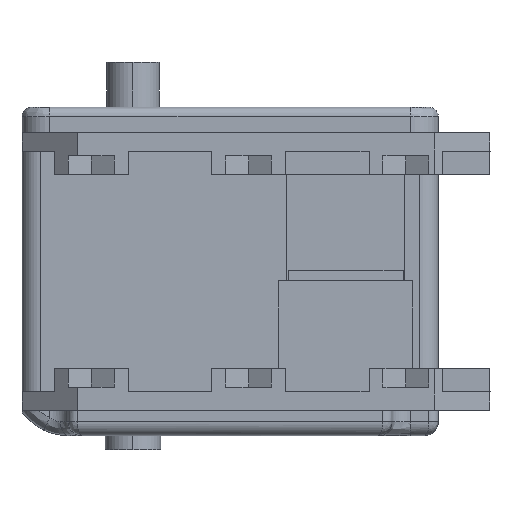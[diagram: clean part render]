
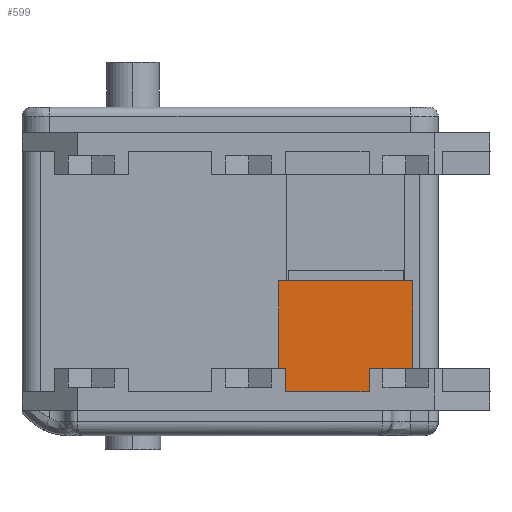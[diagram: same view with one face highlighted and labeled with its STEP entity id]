
A CAD part, left-side view. The second image highlights one B-rep face of the part: STEP entity #599.
In plain terms, the highlighted planar face has unit normal (-1, 0, 0).
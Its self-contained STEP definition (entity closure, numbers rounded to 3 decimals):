
#126 = CARTESIAN_POINT ( 'NONE',  ( -16.8, -30.25, -1. ) ) ;
#355 = DIRECTION ( 'NONE',  ( 0., 0., 1. ) ) ;
#417 = CARTESIAN_POINT ( 'NONE',  ( -16.8, -15.75, -1. ) ) ;
#599 = ADVANCED_FACE ( 'NONE', ( #4717 ), #6213, .T. ) ;
#736 = LINE ( 'NONE', #2402, #780 ) ;
#750 = CARTESIAN_POINT ( 'NONE',  ( -16.8, 0., -10.5 ) ) ;
#780 = VECTOR ( 'NONE', #2509, 1000. ) ;
#1024 = DIRECTION ( 'NONE',  ( 0., 1., 0. ) ) ;
#1215 = DIRECTION ( 'NONE',  ( 0., 1., 0. ) ) ;
#1242 = ORIENTED_EDGE ( 'NONE', *, *, #4842, .T. ) ;
#1308 = VERTEX_POINT ( 'NONE', #4216 ) ;
#1340 = VERTEX_POINT ( 'NONE', #5245 ) ;
#1384 = LINE ( 'NONE', #8212, #10944 ) ;
#1443 = VECTOR ( 'NONE', #5374, 1000. ) ;
#2004 = EDGE_CURVE ( 'NONE', #5102, #4750, #3107, .T. ) ;
#2033 = EDGE_CURVE ( 'NONE', #4229, #5555, #1384, .T. ) ;
#2047 = EDGE_CURVE ( 'NONE', #9108, #4750, #8276, .T. ) ;
#2081 = DIRECTION ( 'NONE',  ( -1., 0., 0. ) ) ;
#2152 = ORIENTED_EDGE ( 'NONE', *, *, #2047, .F. ) ;
#2402 = CARTESIAN_POINT ( 'NONE',  ( -16.8, -25.525, -10.5 ) ) ;
#2509 = DIRECTION ( 'NONE',  ( 0., 0., 1. ) ) ;
#2692 = CARTESIAN_POINT ( 'NONE',  ( -16.8, -16.475, -10.5 ) ) ;
#2804 = LINE ( 'NONE', #9613, #5310 ) ;
#3107 = LINE ( 'NONE', #5509, #5071 ) ;
#3157 = VERTEX_POINT ( 'NONE', #11073 ) ;
#3460 = CARTESIAN_POINT ( 'NONE',  ( -16.8, -16.475, -13. ) ) ;
#3864 = CARTESIAN_POINT ( 'NONE',  ( -16.8, -25.525, -13. ) ) ;
#4006 = ORIENTED_EDGE ( 'NONE', *, *, #2033, .F. ) ;
#4183 = LINE ( 'NONE', #750, #8961 ) ;
#4202 = ORIENTED_EDGE ( 'NONE', *, *, #10964, .F. ) ;
#4216 = CARTESIAN_POINT ( 'NONE',  ( -16.8, -30.25, -10.5 ) ) ;
#4229 = VERTEX_POINT ( 'NONE', #3864 ) ;
#4235 = CARTESIAN_POINT ( 'NONE',  ( -16.8, -15.75, -1. ) ) ;
#4344 = ORIENTED_EDGE ( 'NONE', *, *, #8047, .T. ) ;
#4536 = ORIENTED_EDGE ( 'NONE', *, *, #7675, .T. ) ;
#4549 = ORIENTED_EDGE ( 'NONE', *, *, #10984, .T. ) ;
#4707 = VECTOR ( 'NONE', #355, 1000. ) ;
#4717 = FACE_OUTER_BOUND ( 'NONE', #5342, .T. ) ;
#4750 = VERTEX_POINT ( 'NONE', #4235 ) ;
#4840 = DIRECTION ( 'NONE',  ( 0., -1., 0. ) ) ;
#4842 = EDGE_CURVE ( 'NONE', #1340, #5555, #10651, .T. ) ;
#5071 = VECTOR ( 'NONE', #1215, 1000. ) ;
#5102 = VERTEX_POINT ( 'NONE', #6977 ) ;
#5245 = CARTESIAN_POINT ( 'NONE',  ( -16.8, -16.475, -10.5 ) ) ;
#5310 = VECTOR ( 'NONE', #1024, 1000. ) ;
#5342 = EDGE_LOOP ( 'NONE', ( #4344, #5768, #4549, #9140, #2152, #4202, #1242, #4006, #4536 ) ) ;
#5374 = DIRECTION ( 'NONE',  ( 0., 0., 1. ) ) ;
#5509 = CARTESIAN_POINT ( 'NONE',  ( -16.8, -30.25, -1. ) ) ;
#5555 = VERTEX_POINT ( 'NONE', #3460 ) ;
#5768 = ORIENTED_EDGE ( 'NONE', *, *, #8371, .T. ) ;
#6213 = PLANE ( 'NONE',  #8175 ) ;
#6246 = LINE ( 'NONE', #10419, #1443 ) ;
#6303 = DIRECTION ( 'NONE',  ( 0., 0., -1. ) ) ;
#6540 = CARTESIAN_POINT ( 'NONE',  ( -16.8, -25.525, -10.5 ) ) ;
#6977 = CARTESIAN_POINT ( 'NONE',  ( -16.8, -30.25, -1. ) ) ;
#7358 = VECTOR ( 'NONE', #11268, 1000. ) ;
#7675 = EDGE_CURVE ( 'NONE', #4229, #9599, #736, .T. ) ;
#8047 = EDGE_CURVE ( 'NONE', #9599, #3157, #10570, .T. ) ;
#8175 = AXIS2_PLACEMENT_3D ( 'NONE', #126, #2081, #9013 ) ;
#8212 = CARTESIAN_POINT ( 'NONE',  ( -16.8, 0., -13. ) ) ;
#8276 = LINE ( 'NONE', #417, #4707 ) ;
#8371 = EDGE_CURVE ( 'NONE', #3157, #1308, #4183, .T. ) ;
#8840 = CARTESIAN_POINT ( 'NONE',  ( -16.8, -15.75, -10.5 ) ) ;
#8961 = VECTOR ( 'NONE', #4840, 1000. ) ;
#9013 = DIRECTION ( 'NONE',  ( 0., 0., 1. ) ) ;
#9108 = VERTEX_POINT ( 'NONE', #8840 ) ;
#9125 = DIRECTION ( 'NONE',  ( 0., 1., 0. ) ) ;
#9140 = ORIENTED_EDGE ( 'NONE', *, *, #2004, .T. ) ;
#9599 = VERTEX_POINT ( 'NONE', #6540 ) ;
#9613 = CARTESIAN_POINT ( 'NONE',  ( -16.8, 0., -10.5 ) ) ;
#9993 = VECTOR ( 'NONE', #6303, 1000. ) ;
#10419 = CARTESIAN_POINT ( 'NONE',  ( -16.8, -30.25, -1. ) ) ;
#10453 = CARTESIAN_POINT ( 'NONE',  ( -16.8, -30.25, -10.5 ) ) ;
#10570 = LINE ( 'NONE', #10453, #7358 ) ;
#10651 = LINE ( 'NONE', #2692, #9993 ) ;
#10944 = VECTOR ( 'NONE', #9125, 1000. ) ;
#10964 = EDGE_CURVE ( 'NONE', #1340, #9108, #2804, .T. ) ;
#10984 = EDGE_CURVE ( 'NONE', #1308, #5102, #6246, .T. ) ;
#11073 = CARTESIAN_POINT ( 'NONE',  ( -16.8, -27.025, -10.5 ) ) ;
#11268 = DIRECTION ( 'NONE',  ( 0., -1., 0. ) ) ;
